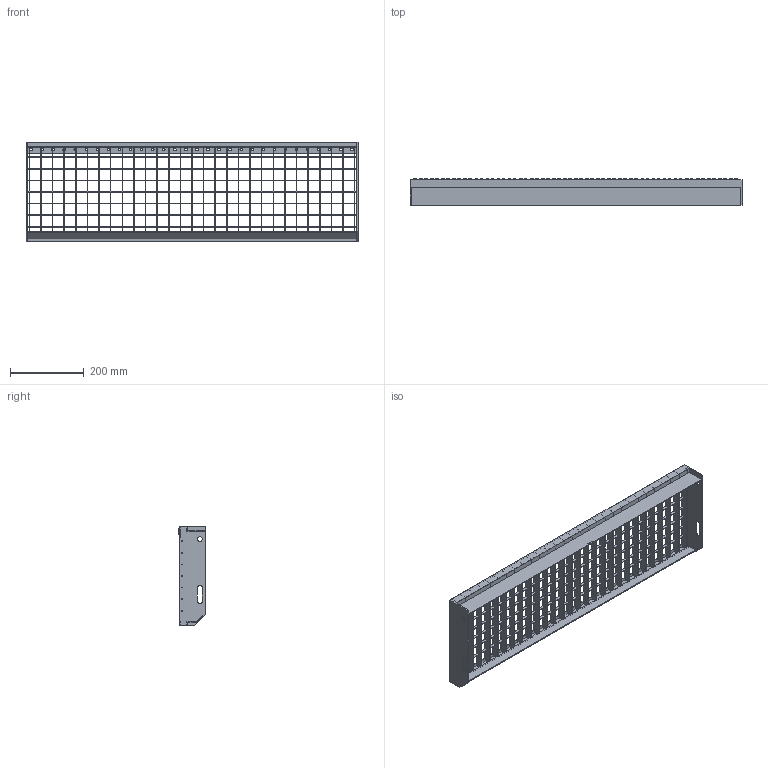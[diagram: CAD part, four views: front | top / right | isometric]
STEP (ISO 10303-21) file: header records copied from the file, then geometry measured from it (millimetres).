
FILE_DESCRIPTION (( 'STEP AP203' ), '1' );
FILE_NAME ('40.902730.7.step', '2015-10-04T07:14:00', ( '' ), ( '' ), 'SwSTEP 2.0', 'SolidWorks 2015', '' );
FILE_SCHEMA (( 'CONFIG_CONTROL_DESIGN' ));
Length unit declared in the file: millimetre
Products named in the file (1): 40.902730.7
Bounding box: 900 x 72.67 x 270 mm (x, y, z)
Volume: 763066.2 mm3; surface area: 884845.4 mm2
Topology: 28 solids, 28 shells, 867 faces, 2198 edges, 1448 vertices
Faces by surface type: plane 532, cylinder 128, cone 118, bspline 89
Entity records: 31517 total; most frequent: CARTESIAN_POINT 10363, ORIENTED_EDGE 4396, DIRECTION 4086, EDGE_CURVE 2198, VECTOR 1512, LINE 1512, VERTEX_POINT 1448, AXIS2_PLACEMENT_3D 1287
